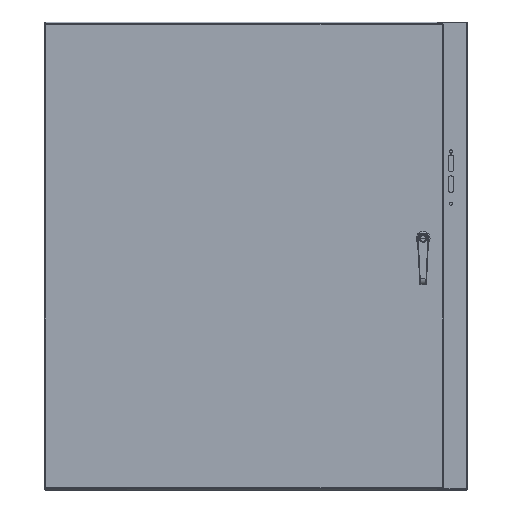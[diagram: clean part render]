
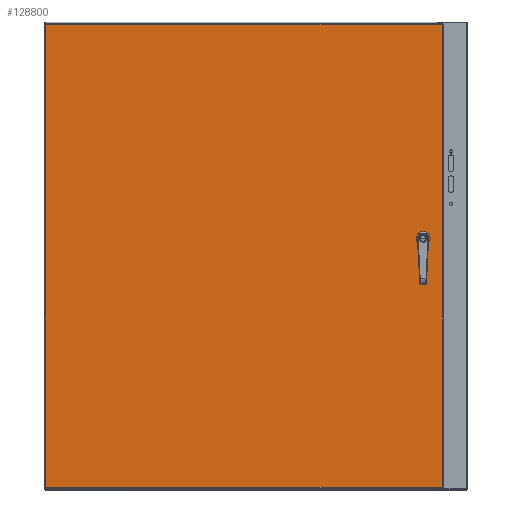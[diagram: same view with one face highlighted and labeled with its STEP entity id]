
A CAD part, top view. The second image highlights one B-rep face of the part: STEP entity #128800.
In plain terms, the highlighted planar face has unit normal (0, 0, 1).
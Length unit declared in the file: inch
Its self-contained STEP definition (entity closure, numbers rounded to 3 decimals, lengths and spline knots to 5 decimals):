
#3361 = AXIS2_PLACEMENT_3D ( 'NONE', #34029, #79544, #123585 ) ;
#4173 = DIRECTION ( 'NONE',  ( -1., 0., 0. ) ) ;
#4621 = CARTESIAN_POINT ( 'NONE',  ( 27.9925, 22.55, 8.9175 ) ) ;
#5138 = CARTESIAN_POINT ( 'NONE',  ( 28.3925, 22.33738, 8.9175 ) ) ;
#5283 = ORIENTED_EDGE ( 'NONE', *, *, #35385, .T. ) ;
#5622 = LINE ( 'NONE', #115637, #106698 ) ;
#10502 = EDGE_CURVE ( 'NONE', #130576, #25983, #59747, .T. ) ;
#12415 = CARTESIAN_POINT ( 'NONE',  ( 29.7229, 41.7854, 8.9175 ) ) ;
#15160 = CARTESIAN_POINT ( 'NONE',  ( -5.9104, 21., 8.9175 ) ) ;
#16274 = CARTESIAN_POINT ( 'NONE',  ( 27.5925, 22.76262, 8.9175 ) ) ;
#20519 = LINE ( 'NONE', #118826, #129880 ) ;
#22112 = DIRECTION ( 'NONE',  ( 0., -1., 0. ) ) ;
#22326 = CARTESIAN_POINT ( 'NONE',  ( 28.20512, 22.15, 8.9175 ) ) ;
#23541 = EDGE_CURVE ( 'NONE', #43955, #57495, #129888, .T. ) ;
#25447 = CARTESIAN_POINT ( 'NONE',  ( 27.5925, 22.76262, 8.9175 ) ) ;
#25983 = VERTEX_POINT ( 'NONE', #22326 ) ;
#26205 = EDGE_CURVE ( 'NONE', #90203, #119425, #52967, .T. ) ;
#26410 = DIRECTION ( 'NONE',  ( 0., -1., 0. ) ) ;
#27668 = CARTESIAN_POINT ( 'NONE',  ( 27.5925, 22.33738, 8.9175 ) ) ;
#28647 = ORIENTED_EDGE ( 'NONE', *, *, #58701, .T. ) ;
#30318 = VERTEX_POINT ( 'NONE', #12415 ) ;
#34029 = CARTESIAN_POINT ( 'NONE',  ( 27.9925, 22.55, 8.9175 ) ) ;
#35385 = EDGE_CURVE ( 'NONE', #25983, #43955, #5622, .T. ) ;
#37138 = LINE ( 'NONE', #15160, #61322 ) ;
#37217 = VERTEX_POINT ( 'NONE', #16274 ) ;
#38338 = DIRECTION ( 'NONE',  ( -1., 0., 0. ) ) ;
#40416 = DIRECTION ( 'NONE',  ( 0., 0., -1. ) ) ;
#41235 = DIRECTION ( 'NONE',  ( -1., 0., 0. ) ) ;
#43955 = VERTEX_POINT ( 'NONE', #68682 ) ;
#46798 = CARTESIAN_POINT ( 'NONE',  ( -5.9104, 41.7854, 8.9175 ) ) ;
#49619 = DIRECTION ( 'NONE',  ( 0., 1., 0. ) ) ;
#49916 = EDGE_CURVE ( 'NONE', #62115, #121164, #20519, .T. ) ;
#50735 = PLANE ( 'NONE',  #52638 ) ;
#52144 = DIRECTION ( 'NONE',  ( -1., 0., 0. ) ) ;
#52171 = FACE_BOUND ( 'NONE', #121361, .T. ) ;
#52261 = CARTESIAN_POINT ( 'NONE',  ( 11.90625, 0.2146, 8.9175 ) ) ;
#52638 = AXIS2_PLACEMENT_3D ( 'NONE', #55630, #123808, #101078 ) ;
#52967 = LINE ( 'NONE', #52261, #133027 ) ;
#53322 = ORIENTED_EDGE ( 'NONE', *, *, #66301, .T. ) ;
#53427 = CARTESIAN_POINT ( 'NONE',  ( 27.9925, 22.55, 8.9175 ) ) ;
#55630 = CARTESIAN_POINT ( 'NONE',  ( 11.90625, 21., 8.9175 ) ) ;
#57495 = VERTEX_POINT ( 'NONE', #27668 ) ;
#58701 = EDGE_CURVE ( 'NONE', #121164, #59185, #138947, .T. ) ;
#59185 = VERTEX_POINT ( 'NONE', #130413 ) ;
#59747 = CIRCLE ( 'NONE', #97221, 0.453 ) ;
#61322 = VECTOR ( 'NONE', #49619, 39.37008 ) ;
#62115 = VERTEX_POINT ( 'NONE', #91577 ) ;
#63627 = ORIENTED_EDGE ( 'NONE', *, *, #49916, .T. ) ;
#65262 = DIRECTION ( 'NONE',  ( 1., 0., 0. ) ) ;
#66301 = EDGE_CURVE ( 'NONE', #59185, #130576, #94618, .T. ) ;
#68682 = CARTESIAN_POINT ( 'NONE',  ( 27.77988, 22.15, 8.9175 ) ) ;
#70220 = DIRECTION ( 'NONE',  ( 0., 1., 0. ) ) ;
#72510 = CARTESIAN_POINT ( 'NONE',  ( 28.3925, 22.33738, 8.9175 ) ) ;
#72707 = FACE_OUTER_BOUND ( 'NONE', #112808, .T. ) ;
#73164 = ORIENTED_EDGE ( 'NONE', *, *, #121052, .F. ) ;
#73792 = VERTEX_POINT ( 'NONE', #46798 ) ;
#75772 = CARTESIAN_POINT ( 'NONE',  ( -5.9104, 0.2146, 8.9175 ) ) ;
#79544 = DIRECTION ( 'NONE',  ( 0., 0., -1. ) ) ;
#82876 = CARTESIAN_POINT ( 'NONE',  ( 28.20512, 22.95, 8.9175 ) ) ;
#84931 = CIRCLE ( 'NONE', #105934, 0.453 ) ;
#84967 = ORIENTED_EDGE ( 'NONE', *, *, #111204, .F. ) ;
#85638 = ORIENTED_EDGE ( 'NONE', *, *, #134537, .F. ) ;
#90203 = VERTEX_POINT ( 'NONE', #141523 ) ;
#91577 = CARTESIAN_POINT ( 'NONE',  ( 27.77988, 22.95, 8.9175 ) ) ;
#91743 = EDGE_CURVE ( 'NONE', #37217, #62115, #84931, .T. ) ;
#94618 = LINE ( 'NONE', #5138, #144357 ) ;
#96534 = CARTESIAN_POINT ( 'NONE',  ( 11.90625, 41.7854, 8.9175 ) ) ;
#97221 = AXIS2_PLACEMENT_3D ( 'NONE', #107160, #40416, #52144 ) ;
#98165 = DIRECTION ( 'NONE',  ( 0., 0., -1. ) ) ;
#99081 = AXIS2_PLACEMENT_3D ( 'NONE', #53427, #98165, #124628 ) ;
#101078 = DIRECTION ( 'NONE',  ( -1., 0., 0. ) ) ;
#105934 = AXIS2_PLACEMENT_3D ( 'NONE', #4621, #129336, #38338 ) ;
#106698 = VECTOR ( 'NONE', #4173, 39.37008 ) ;
#106936 = VECTOR ( 'NONE', #22112, 39.37008 ) ;
#107160 = CARTESIAN_POINT ( 'NONE',  ( 27.9925, 22.55, 8.9175 ) ) ;
#111204 = EDGE_CURVE ( 'NONE', #119425, #73792, #37138, .T. ) ;
#112581 = ORIENTED_EDGE ( 'NONE', *, *, #142364, .T. ) ;
#112808 = EDGE_LOOP ( 'NONE', ( #114905, #73164, #85638, #84967 ) ) ;
#113007 = CARTESIAN_POINT ( 'NONE',  ( 29.7229, 21., 8.9175 ) ) ;
#114905 = ORIENTED_EDGE ( 'NONE', *, *, #26205, .F. ) ;
#115637 = CARTESIAN_POINT ( 'NONE',  ( 27.77988, 22.15, 8.9175 ) ) ;
#117349 = ORIENTED_EDGE ( 'NONE', *, *, #23541, .T. ) ;
#118826 = CARTESIAN_POINT ( 'NONE',  ( 28.20512, 22.95, 8.9175 ) ) ;
#119289 = DIRECTION ( 'NONE',  ( 1., 0., 0. ) ) ;
#119425 = VERTEX_POINT ( 'NONE', #75772 ) ;
#121018 = VECTOR ( 'NONE', #70220, 39.37008 ) ;
#121052 = EDGE_CURVE ( 'NONE', #30318, #90203, #137248, .T. ) ;
#121164 = VERTEX_POINT ( 'NONE', #82876 ) ;
#121361 = EDGE_LOOP ( 'NONE', ( #63627, #28647, #53322, #134850, #5283, #117349, #112581, #142344 ) ) ;
#123585 = DIRECTION ( 'NONE',  ( -1., 0., 0. ) ) ;
#123808 = DIRECTION ( 'NONE',  ( 0., 0., -1. ) ) ;
#124628 = DIRECTION ( 'NONE',  ( -1., 0., 0. ) ) ;
#128800 = ADVANCED_FACE ( 'NONE', ( #52171, #72707 ), #50735, .F. ) ;
#129336 = DIRECTION ( 'NONE',  ( 0., 0., -1. ) ) ;
#129880 = VECTOR ( 'NONE', #65262, 39.37008 ) ;
#129888 = CIRCLE ( 'NONE', #3361, 0.453 ) ;
#130413 = CARTESIAN_POINT ( 'NONE',  ( 28.3925, 22.76262, 8.9175 ) ) ;
#130576 = VERTEX_POINT ( 'NONE', #72510 ) ;
#132934 = VECTOR ( 'NONE', #119289, 39.37008 ) ;
#133027 = VECTOR ( 'NONE', #41235, 39.37008 ) ;
#134537 = EDGE_CURVE ( 'NONE', #73792, #30318, #142080, .T. ) ;
#134850 = ORIENTED_EDGE ( 'NONE', *, *, #10502, .T. ) ;
#137248 = LINE ( 'NONE', #113007, #106936 ) ;
#138947 = CIRCLE ( 'NONE', #99081, 0.453 ) ;
#139936 = LINE ( 'NONE', #25447, #121018 ) ;
#141523 = CARTESIAN_POINT ( 'NONE',  ( 29.7229, 0.2146, 8.9175 ) ) ;
#142080 = LINE ( 'NONE', #96534, #132934 ) ;
#142344 = ORIENTED_EDGE ( 'NONE', *, *, #91743, .T. ) ;
#142364 = EDGE_CURVE ( 'NONE', #57495, #37217, #139936, .T. ) ;
#144357 = VECTOR ( 'NONE', #26410, 39.37008 ) ;
